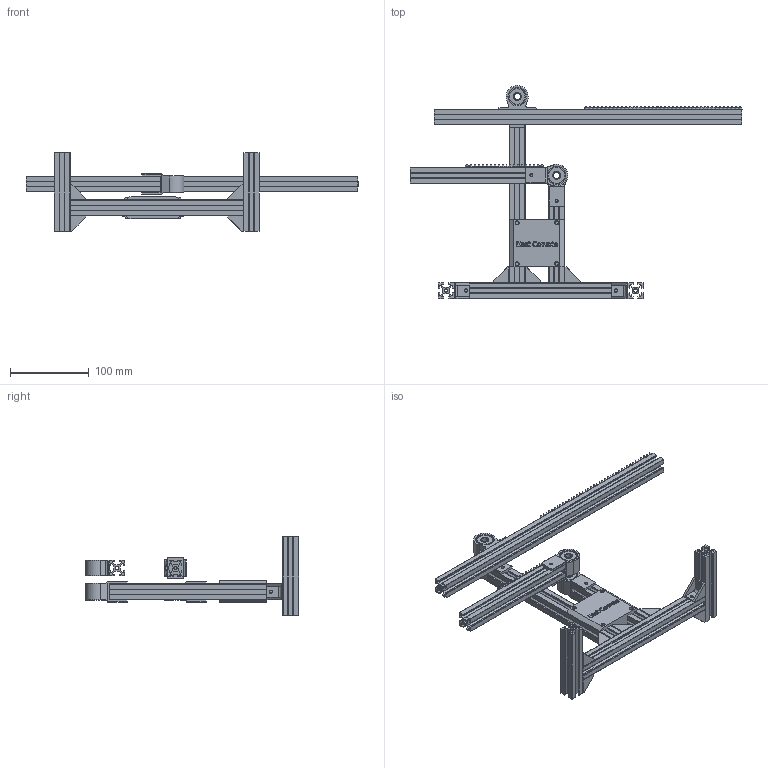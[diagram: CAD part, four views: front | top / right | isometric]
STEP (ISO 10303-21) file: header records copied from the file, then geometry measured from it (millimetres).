
FILE_DESCRIPTION(/* description */ (''),/* implementation_level */ '2;1');
FILE_NAME(/* name */ 'main v54.step',/* time_stamp */ '2019-12-30T22:37:12-05:00',/* author */ (''),/* organization */ (''),/* preprocessor_version */ 'ST-DEVELOPER v18',/* originating_system */ 'Autodesk Translation Framework v8.12.0.6',/* authorisation */ '');
FILE_SCHEMA (('AUTOMOTIVE_DESIGN { 1 0 10303 214 3 1 1 }'));
Length unit declared in the file: millimetre
Products named in the file (16): main; base; t2020_220mm; t2020_170mm v3; end_bearing; end_bearing_1; ground; ground_mid; ground_bot; lever1; t2020_150mm+20mm; end_bearing_2; lever2; t2020_390mm; 608; teeth
Assembly tree (24 placements, depth 4):
  main
    base
      t2020_220mm
      t2020_170mm v3
      end_bearing
        608  x2
      end_bearing_1
        608  x2
    ground
      ground_mid
      ground_bot  x2
    lever1
      t2020_150mm+20mm
      end_bearing_2
        608  x2
    lever2
      t2020_390mm
      608  x2
      teeth
    teeth
Bounding box: 420.81 x 270 x 100 mm (x, y, z)
Volume: 400188.7 mm3; surface area: 320187.3 mm2
Topology: 30 solids, 30 shells, 1908 faces, 5372 edges, 3554 vertices
Faces by surface type: plane 1124, cylinder 581, bspline 159, cone 44
Full cylindrical faces by diameter (mm): 3.2 x6, 3.4 x22, 4.2 x7, 4.3 x8, 8 x8, 10 x17, 12 x3, 20 x16, 22 x8, 22.6 x8
Entity records: 51180 total; most frequent: CARTESIAN_POINT 11554, ORIENTED_EDGE 8546, DIRECTION 7707, EDGE_CURVE 4273, LINE 2929, VECTOR 2929, VERTEX_POINT 2824, AXIS2_PLACEMENT_3D 2389
